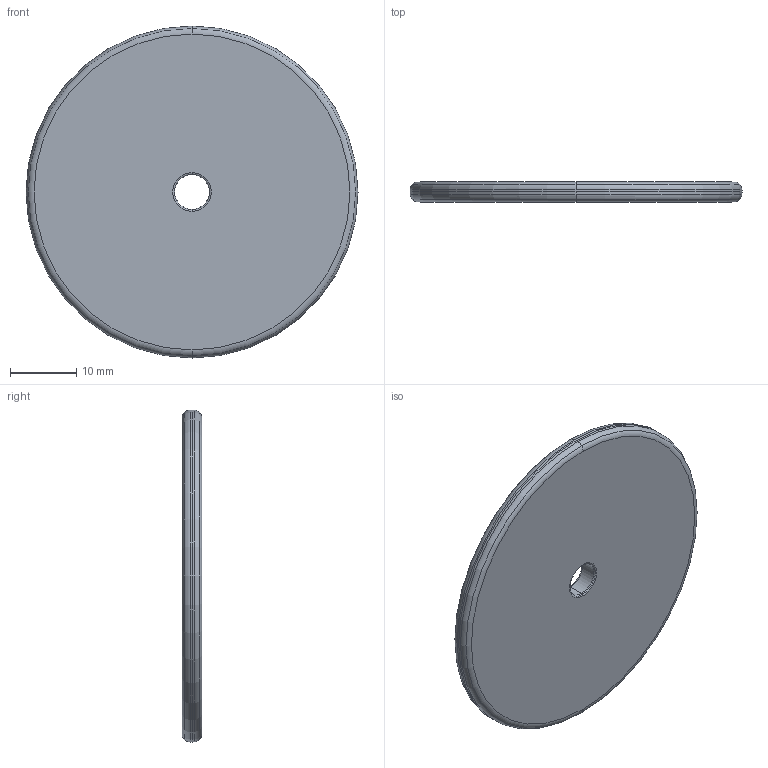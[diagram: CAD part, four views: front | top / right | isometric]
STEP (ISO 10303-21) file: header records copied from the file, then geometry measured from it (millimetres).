
FILE_DESCRIPTION((''),'2;1');
FILE_NAME('CAD-8507','2022-08-04T08:36:39',('creinig-se'),(''),'CREO PARAMETRIC BY PTC INC, 2019292','CREO PARAMETRIC BY PTC INC, 2019292','');
FILE_SCHEMA(('CONFIG_CONTROL_DESIGN','SHAPE_APPEARANCE_LAYERS_GROUPS'));
Length unit declared in the file: millimetre
Products named in the file (1): CAD-8507
Bounding box: 50 x 3 x 50 mm (x, y, z)
Volume: 5726.5 mm3; surface area: 4234.8 mm2
Topology: 1 solids, 1 shells, 24 faces, 48 edges, 26 vertices
Faces by surface type: torus 16, cylinder 4, cone 2, plane 2
Entity records: 859 total; most frequent: DIRECTION 138, CARTESIAN_POINT 98, ORIENTED_EDGE 96, AXIS2_PLACEMENT_3D 66, PRESENTATION_STYLE_ASSIGNMENT 49, STYLED_ITEM 49, CURVE_STYLE 48, EDGE_CURVE 48
